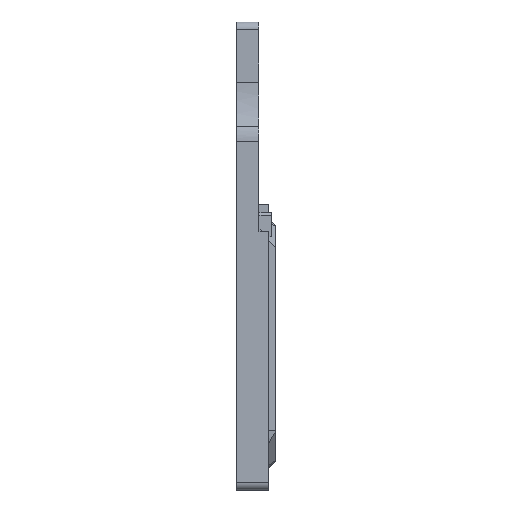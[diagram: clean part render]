
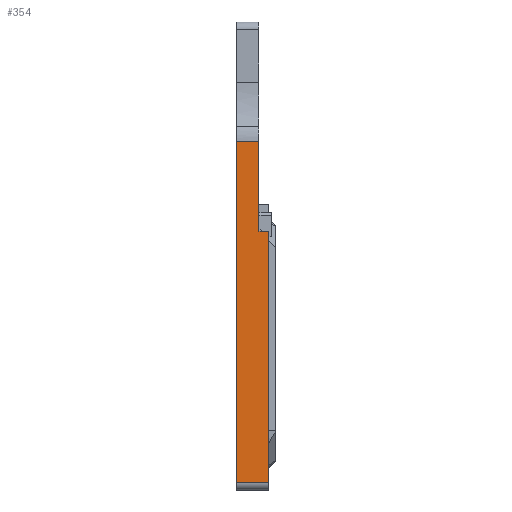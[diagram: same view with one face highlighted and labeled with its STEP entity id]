
A CAD part, left-side view. The second image highlights one B-rep face of the part: STEP entity #354.
In plain terms, the highlighted planar face has unit normal (-1, 0, 0).
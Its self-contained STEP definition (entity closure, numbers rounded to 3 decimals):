
#354=ADVANCED_FACE('',(#1097),#11887,.T.);
#1097=FACE_OUTER_BOUND('',#1876,.T.);
#1876=EDGE_LOOP('',(#3710,#3711,#3712,#3713,#3714,#3715));
#3710=ORIENTED_EDGE('',*,*,#7033,.F.);
#3711=ORIENTED_EDGE('',*,*,#7109,.T.);
#3712=ORIENTED_EDGE('',*,*,#7110,.T.);
#3713=ORIENTED_EDGE('',*,*,#7111,.T.);
#3714=ORIENTED_EDGE('',*,*,#7112,.T.);
#3715=ORIENTED_EDGE('',*,*,#7039,.T.);
#7033=EDGE_CURVE('',#10844,#10845,#8835,.T.);
#7039=EDGE_CURVE('',#10849,#10845,#8838,.T.);
#7109=EDGE_CURVE('',#10844,#10922,#8885,.T.);
#7110=EDGE_CURVE('',#10922,#10923,#8886,.T.);
#7111=EDGE_CURVE('',#10923,#10924,#8887,.T.);
#7112=EDGE_CURVE('',#10924,#10849,#8888,.T.);
#8835=B_SPLINE_CURVE_WITH_KNOTS('',1,(#17700,#17701),.UNSPECIFIED.,.F.,
 .F.,(2,2),(0.,9.),.UNSPECIFIED.);
#8838=B_SPLINE_CURVE_WITH_KNOTS('',1,(#17715,#17716),.UNSPECIFIED.,.F.,
 .F.,(2,2),(-36.652,0.),.UNSPECIFIED.);
#8885=B_SPLINE_CURVE_WITH_KNOTS('',1,(#17896,#17897),.UNSPECIFIED.,.F.,
 .F.,(2,2),(0.,138.652),.UNSPECIFIED.);
#8886=B_SPLINE_CURVE_WITH_KNOTS('',1,(#17898,#17899),.UNSPECIFIED.,.F.,
 .F.,(2,2),(0.,13.),.UNSPECIFIED.);
#8887=B_SPLINE_CURVE_WITH_KNOTS('',1,(#17900,#17901),.UNSPECIFIED.,.F.,
 .F.,(2,2),(0.,102.),.UNSPECIFIED.);
#8888=B_SPLINE_CURVE_WITH_KNOTS('',1,(#17902,#17903),.UNSPECIFIED.,.F.,
 .F.,(2,2),(0.,4.),.UNSPECIFIED.);
#10844=VERTEX_POINT('',#17288);
#10845=VERTEX_POINT('',#17289);
#10849=VERTEX_POINT('',#17293);
#10922=VERTEX_POINT('',#17366);
#10923=VERTEX_POINT('',#17367);
#10924=VERTEX_POINT('',#17368);
#11887=PLANE('',#12808);
#12808=AXIS2_PLACEMENT_3D('',#16664,#13458,$);
#13458=DIRECTION('',(-1.,0.,0.));
#16664=CARTESIAN_POINT('',(-135.,-1.3,-55.865));
#17288=CARTESIAN_POINT('',(-135.,13.,96.652));
#17289=CARTESIAN_POINT('',(-135.,4.,96.652));
#17293=CARTESIAN_POINT('',(-135.,4.,60.));
#17366=CARTESIAN_POINT('',(-135.,13.,-42.));
#17367=CARTESIAN_POINT('',(-135.,0.,-42.));
#17368=CARTESIAN_POINT('',(-135.,0.,60.));
#17700=CARTESIAN_POINT('',(-135.,13.,96.652));
#17701=CARTESIAN_POINT('',(-135.,4.,96.652));
#17715=CARTESIAN_POINT('',(-135.,4.,60.));
#17716=CARTESIAN_POINT('',(-135.,4.,96.652));
#17896=CARTESIAN_POINT('',(-135.,13.,96.652));
#17897=CARTESIAN_POINT('',(-135.,13.,-42.));
#17898=CARTESIAN_POINT('',(-135.,13.,-42.));
#17899=CARTESIAN_POINT('',(-135.,0.,-42.));
#17900=CARTESIAN_POINT('',(-135.,0.,-42.));
#17901=CARTESIAN_POINT('',(-135.,0.,60.));
#17902=CARTESIAN_POINT('',(-135.,0.,60.));
#17903=CARTESIAN_POINT('',(-135.,4.,60.));
